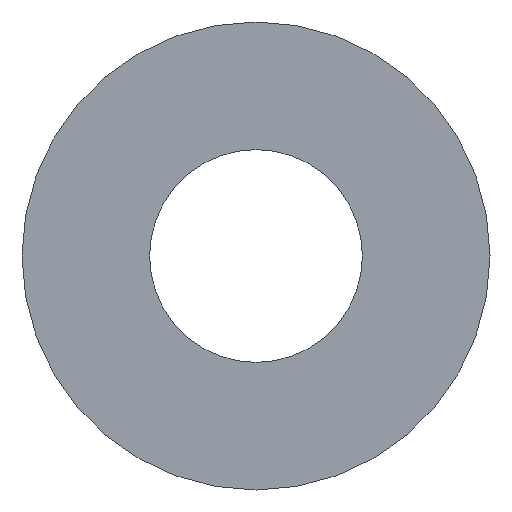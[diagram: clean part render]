
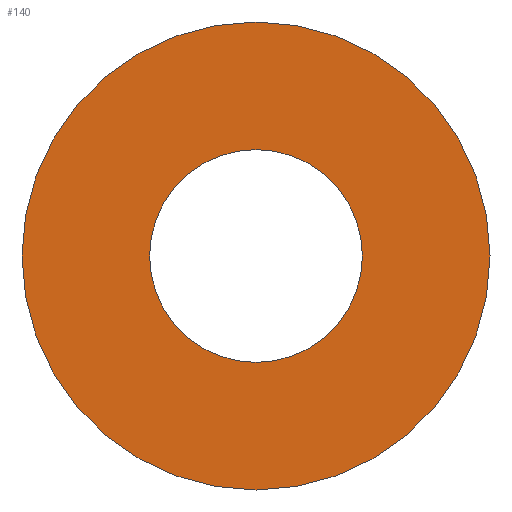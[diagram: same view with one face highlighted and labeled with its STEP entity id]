
A CAD part, front view. The second image highlights one B-rep face of the part: STEP entity #140.
In plain terms, the highlighted planar face has unit normal (0, -1, 0).
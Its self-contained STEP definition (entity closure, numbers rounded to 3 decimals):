
#14 = DIRECTION ( 'NONE',  ( 0., 1., 0. ) ) ;
#17 = VERTEX_POINT ( 'NONE', #57 ) ;
#18 = EDGE_LOOP ( 'NONE', ( #72, #181 ) ) ;
#19 = CARTESIAN_POINT ( 'NONE',  ( 0., 0., 37.5 ) ) ;
#23 = DIRECTION ( 'NONE',  ( 0., 0., 1. ) ) ;
#25 = EDGE_CURVE ( 'NONE', #75, #27, #98, .T. ) ;
#27 = VERTEX_POINT ( 'NONE', #56 ) ;
#32 = PLANE ( 'NONE',  #112 ) ;
#35 = CIRCLE ( 'NONE', #160, 37.5 ) ;
#47 = CARTESIAN_POINT ( 'NONE',  ( 0., 0., 0. ) ) ;
#49 = DIRECTION ( 'NONE',  ( 0., 1., 0. ) ) ;
#54 = DIRECTION ( 'NONE',  ( 0., 0., 1. ) ) ;
#56 = CARTESIAN_POINT ( 'NONE',  ( 0., 0., 82.5 ) ) ;
#57 = CARTESIAN_POINT ( 'NONE',  ( 0., 0., -37.5 ) ) ;
#72 = ORIENTED_EDGE ( 'NONE', *, *, #78, .T. ) ;
#75 = VERTEX_POINT ( 'NONE', #192 ) ;
#78 = EDGE_CURVE ( 'NONE', #17, #196, #144, .T. ) ;
#81 = CARTESIAN_POINT ( 'NONE',  ( 0., 0., 0. ) ) ;
#82 = DIRECTION ( 'NONE',  ( 0., 0., 1. ) ) ;
#84 = ORIENTED_EDGE ( 'NONE', *, *, #132, .F. ) ;
#87 = AXIS2_PLACEMENT_3D ( 'NONE', #103, #14, #54 ) ;
#98 = CIRCLE ( 'NONE', #87, 82.5 ) ;
#103 = CARTESIAN_POINT ( 'NONE',  ( 0., 0., 0. ) ) ;
#110 = DIRECTION ( 'NONE',  ( 0., 0., 1. ) ) ;
#111 = DIRECTION ( 'NONE',  ( 0., 0., 1. ) ) ;
#112 = AXIS2_PLACEMENT_3D ( 'NONE', #142, #49, #111 ) ;
#115 = EDGE_LOOP ( 'NONE', ( #147, #84 ) ) ;
#120 = DIRECTION ( 'NONE',  ( 0., 1., 0. ) ) ;
#129 = CIRCLE ( 'NONE', #150, 82.5 ) ;
#132 = EDGE_CURVE ( 'NONE', #27, #75, #129, .T. ) ;
#139 = FACE_OUTER_BOUND ( 'NONE', #115, .T. ) ;
#140 = ADVANCED_FACE ( 'NONE', ( #139, #187 ), #32, .F. ) ;
#142 = CARTESIAN_POINT ( 'NONE',  ( 0., 0., 0. ) ) ;
#144 = CIRCLE ( 'NONE', #178, 37.5 ) ;
#147 = ORIENTED_EDGE ( 'NONE', *, *, #25, .F. ) ;
#150 = AXIS2_PLACEMENT_3D ( 'NONE', #47, #120, #23 ) ;
#160 = AXIS2_PLACEMENT_3D ( 'NONE', #175, #171, #110 ) ;
#171 = DIRECTION ( 'NONE',  ( 0., 1., 0. ) ) ;
#175 = CARTESIAN_POINT ( 'NONE',  ( 0., 0., 0. ) ) ;
#178 = AXIS2_PLACEMENT_3D ( 'NONE', #81, #191, #82 ) ;
#180 = EDGE_CURVE ( 'NONE', #196, #17, #35, .T. ) ;
#181 = ORIENTED_EDGE ( 'NONE', *, *, #180, .T. ) ;
#187 = FACE_BOUND ( 'NONE', #18, .T. ) ;
#191 = DIRECTION ( 'NONE',  ( 0., 1., 0. ) ) ;
#192 = CARTESIAN_POINT ( 'NONE',  ( 0., 0., -82.5 ) ) ;
#196 = VERTEX_POINT ( 'NONE', #19 ) ;
